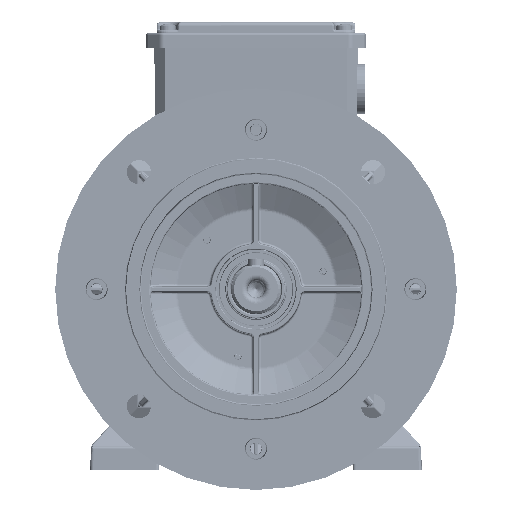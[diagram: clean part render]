
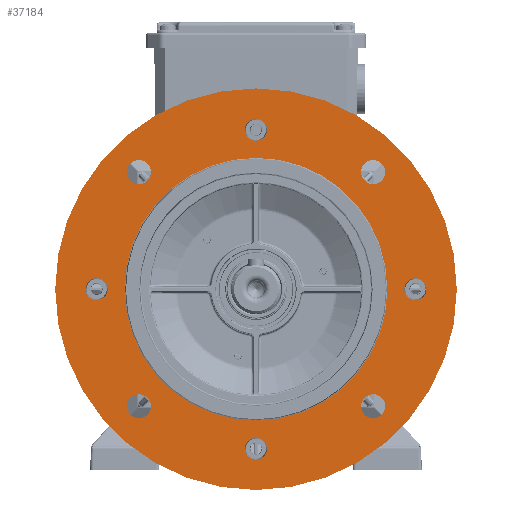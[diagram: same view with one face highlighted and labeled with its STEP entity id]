
A CAD part, left-side view. The second image highlights one B-rep face of the part: STEP entity #37184.
In plain terms, the highlighted planar face has unit normal (-1, 0, 0).
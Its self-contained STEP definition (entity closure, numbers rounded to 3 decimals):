
#37184=ADVANCED_FACE('',(#45728,#45729,#45730,#45731,#45732,#45733,#45734,
#45735,#45736,#45737),#44010,.F.);
#44010=PLANE('',#131529);
#45728=FACE_BOUND('',#46795,.T.);
#45729=FACE_BOUND('',#46796,.T.);
#45730=FACE_BOUND('',#46797,.T.);
#45731=FACE_BOUND('',#46798,.T.);
#45732=FACE_BOUND('',#46799,.T.);
#45733=FACE_BOUND('',#46800,.T.);
#45734=FACE_BOUND('',#46801,.T.);
#45735=FACE_BOUND('',#46802,.T.);
#45736=FACE_BOUND('',#46803,.T.);
#45737=FACE_BOUND('',#46804,.T.);
#46795=EDGE_LOOP('',(#55518));
#46796=EDGE_LOOP('',(#55519));
#46797=EDGE_LOOP('',(#55520));
#46798=EDGE_LOOP('',(#55521));
#46799=EDGE_LOOP('',(#55522));
#46800=EDGE_LOOP('',(#55523));
#46801=EDGE_LOOP('',(#55524));
#46802=EDGE_LOOP('',(#55525));
#46803=EDGE_LOOP('',(#55526));
#46804=EDGE_LOOP('',(#55527));
#55518=ORIENTED_EDGE('',*,*,#103868,.T.);
#55519=ORIENTED_EDGE('',*,*,#103782,.F.);
#55520=ORIENTED_EDGE('',*,*,#103865,.F.);
#55521=ORIENTED_EDGE('',*,*,#103521,.T.);
#55522=ORIENTED_EDGE('',*,*,#103522,.T.);
#55523=ORIENTED_EDGE('',*,*,#103523,.T.);
#55524=ORIENTED_EDGE('',*,*,#103524,.T.);
#55525=ORIENTED_EDGE('',*,*,#103158,.T.);
#55526=ORIENTED_EDGE('',*,*,#103781,.F.);
#55527=ORIENTED_EDGE('',*,*,#103784,.F.);
#89581=VERTEX_POINT('',#181268);
#89821=VERTEX_POINT('',#183508);
#89822=VERTEX_POINT('',#183511);
#89823=VERTEX_POINT('',#183514);
#89824=VERTEX_POINT('',#183517);
#89947=VERTEX_POINT('',#184433);
#89948=VERTEX_POINT('',#184436);
#89950=VERTEX_POINT('',#184441);
#89961=VERTEX_POINT('',#185136);
#89964=VERTEX_POINT('',#185144);
#103158=EDGE_CURVE('',#89581,#89581,#124371,.T.);
#103521=EDGE_CURVE('',#89821,#89821,#124521,.T.);
#103522=EDGE_CURVE('',#89822,#89822,#124522,.T.);
#103523=EDGE_CURVE('',#89823,#89823,#124523,.T.);
#103524=EDGE_CURVE('',#89824,#89824,#124524,.T.);
#103781=EDGE_CURVE('',#89947,#89947,#124650,.T.);
#103782=EDGE_CURVE('',#89948,#89948,#124651,.T.);
#103784=EDGE_CURVE('',#89950,#89950,#124653,.T.);
#103865=EDGE_CURVE('',#89961,#89961,#124696,.T.);
#103868=EDGE_CURVE('',#89964,#89964,#124699,.T.);
#124371=CIRCLE('',#130945,99.999);
#124521=CIRCLE('',#131195,5.5);
#124522=CIRCLE('',#131197,5.5);
#124523=CIRCLE('',#131199,5.5);
#124524=CIRCLE('',#131201,5.5);
#124650=CIRCLE('',#131435,6.);
#124651=CIRCLE('',#131437,6.);
#124653=CIRCLE('',#131440,6.);
#124696=CIRCLE('',#131523,6.);
#124699=CIRCLE('',#131528,65.4);
#130945=AXIS2_PLACEMENT_3D('',#181267,#145018,#145019);
#131195=AXIS2_PLACEMENT_3D('',#183507,#145617,#145618);
#131197=AXIS2_PLACEMENT_3D('',#183510,#145621,#145622);
#131199=AXIS2_PLACEMENT_3D('',#183513,#145625,#145626);
#131201=AXIS2_PLACEMENT_3D('',#183516,#145629,#145630);
#131435=AXIS2_PLACEMENT_3D('',#184432,#146183,#146184);
#131437=AXIS2_PLACEMENT_3D('',#184435,#146187,#146188);
#131440=AXIS2_PLACEMENT_3D('',#184440,#146193,#146194);
#131523=AXIS2_PLACEMENT_3D('',#185135,#146368,#146369);
#131528=AXIS2_PLACEMENT_3D('',#185143,#146378,#146379);
#131529=AXIS2_PLACEMENT_3D('',#185145,#146380,#146381);
#145018=DIRECTION('',(-1.,0.,0.));
#145019=DIRECTION('',(0.,0.,-1.));
#145617=DIRECTION('',(1.,0.,0.));
#145618=DIRECTION('',(0.,0.,-1.));
#145621=DIRECTION('',(1.,0.,0.));
#145622=DIRECTION('',(0.,0.,-1.));
#145625=DIRECTION('',(1.,0.,0.));
#145626=DIRECTION('',(0.,0.,-1.));
#145629=DIRECTION('',(1.,0.,0.));
#145630=DIRECTION('',(0.,0.,-1.));
#146183=DIRECTION('',(-1.,0.,0.));
#146184=DIRECTION('',(0.,0.,-1.));
#146187=DIRECTION('',(-1.,0.,0.));
#146188=DIRECTION('',(0.,0.,-1.));
#146193=DIRECTION('',(-1.,0.,0.));
#146194=DIRECTION('',(0.,0.,-1.));
#146368=DIRECTION('',(-1.,0.,0.));
#146369=DIRECTION('',(0.,0.,-1.));
#146378=DIRECTION('',(1.,0.,0.));
#146379=DIRECTION('',(0.,0.,-1.));
#146380=DIRECTION('',(1.,0.,0.));
#146381=DIRECTION('',(0.,0.,-1.));
#181267=CARTESIAN_POINT('',(-26.999,0.,0.));
#181268=CARTESIAN_POINT('',(-26.999,0.,-99.999));
#183507=CARTESIAN_POINT('',(-26.999,79.39,0.));
#183508=CARTESIAN_POINT('',(-26.999,79.39,-5.5));
#183510=CARTESIAN_POINT('',(-26.999,-79.39,0.));
#183511=CARTESIAN_POINT('',(-26.999,-79.39,-5.5));
#183513=CARTESIAN_POINT('',(-26.999,0.,-79.39));
#183514=CARTESIAN_POINT('',(-26.999,0.,-84.89));
#183516=CARTESIAN_POINT('',(-26.999,0.,79.39));
#183517=CARTESIAN_POINT('',(-26.999,0.,73.89));
#184432=CARTESIAN_POINT('',(-26.999,58.306,-58.311));
#184433=CARTESIAN_POINT('',(-26.999,58.306,-64.311));
#184435=CARTESIAN_POINT('',(-26.999,-58.311,-58.306));
#184436=CARTESIAN_POINT('',(-26.999,-58.311,-64.306));
#184440=CARTESIAN_POINT('',(-26.999,-58.306,58.311));
#184441=CARTESIAN_POINT('',(-26.999,-58.306,52.311));
#185135=CARTESIAN_POINT('',(-26.999,58.311,58.306));
#185136=CARTESIAN_POINT('',(-26.999,58.311,52.306));
#185143=CARTESIAN_POINT('',(-26.999,0.,0.));
#185144=CARTESIAN_POINT('',(-26.999,0.,-65.4));
#185145=CARTESIAN_POINT('',(-26.999,0.,0.));
